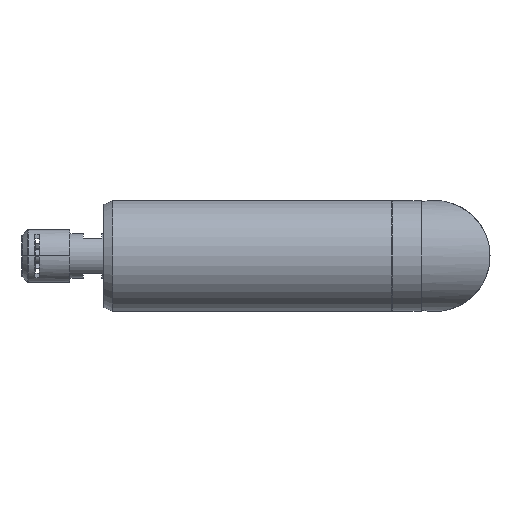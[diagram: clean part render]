
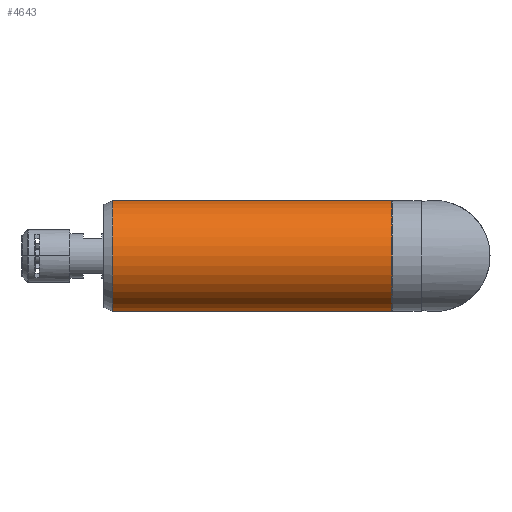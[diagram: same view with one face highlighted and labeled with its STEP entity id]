
A CAD part, left-side view. The second image highlights one B-rep face of the part: STEP entity #4643.
In plain terms, the highlighted cylindrical face has radius 12.5 mm (diameter 25 mm), a partial arc.
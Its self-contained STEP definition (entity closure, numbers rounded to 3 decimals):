
#4267 = VERTEX_POINT ( 'NONE', #7081 ) ;
#4294 = VERTEX_POINT ( 'NONE', #7250 ) ;
#4302 = EDGE_CURVE ( 'NONE', #4267, #4309, #7259, .T. ) ;
#4308 = VERTEX_POINT ( 'NONE', #7245 ) ;
#4309 = VERTEX_POINT ( 'NONE', #7241 ) ;
#4562 = EDGE_CURVE ( 'NONE', #4309, #4308, #7762, .T. ) ;
#4567 = ORIENTED_EDGE ( 'NONE', *, *, #4302, .F. ) ;
#4583 = EDGE_LOOP ( 'NONE', ( #4567, #4651, #4634, #4629 ) ) ;
#4629 = ORIENTED_EDGE ( 'NONE', *, *, #4562, .F. ) ;
#4634 = ORIENTED_EDGE ( 'NONE', *, *, #4745, .T. ) ;
#4635 = EDGE_CURVE ( 'NONE', #4267, #4294, #7317, .T. ) ;
#4643 = ADVANCED_FACE ( 'NONE', ( #8065 ), #8044, .T. ) ;
#4651 = ORIENTED_EDGE ( 'NONE', *, *, #4635, .T. ) ;
#4745 = EDGE_CURVE ( 'NONE', #4294, #4308, #8041, .T. ) ;
#7081 = CARTESIAN_POINT ( 'NONE',  ( 0., 12.1, -12.5 ) ) ;
#7241 = CARTESIAN_POINT ( 'NONE',  ( 0., 75., -12.5 ) ) ;
#7245 = CARTESIAN_POINT ( 'NONE',  ( 0., 75., 12.5 ) ) ;
#7250 = CARTESIAN_POINT ( 'NONE',  ( 0., 12.1, 12.5 ) ) ;
#7255 = DIRECTION ( 'NONE',  ( 0., 1., 0. ) ) ;
#7257 = VECTOR ( 'NONE', #7255, 1000. ) ;
#7258 = CARTESIAN_POINT ( 'NONE',  ( 0., 105.901, -12.5 ) ) ;
#7259 = LINE ( 'NONE', #7258, #7257 ) ;
#7296 = DIRECTION ( 'NONE',  ( 0., 0., 1. ) ) ;
#7297 = DIRECTION ( 'NONE',  ( 0., 1., 0. ) ) ;
#7298 = CARTESIAN_POINT ( 'NONE',  ( 0., 12.1, 0. ) ) ;
#7309 = AXIS2_PLACEMENT_3D ( 'NONE', #7298, #7297, #7296 ) ;
#7317 = CIRCLE ( 'NONE', #7309, 12.5 ) ;
#7641 = DIRECTION ( 'NONE',  ( 0., 0., 1. ) ) ;
#7647 = AXIS2_PLACEMENT_3D ( 'NONE', #7662, #7670, #7641 ) ;
#7662 = CARTESIAN_POINT ( 'NONE',  ( 0., 75., 0. ) ) ;
#7670 = DIRECTION ( 'NONE',  ( 0., 1., 0. ) ) ;
#7762 = CIRCLE ( 'NONE', #7647, 12.5 ) ;
#7887 = DIRECTION ( 'NONE',  ( 0., 0., 1. ) ) ;
#7916 = DIRECTION ( 'NONE',  ( 0., 1., 0. ) ) ;
#7937 = CARTESIAN_POINT ( 'NONE',  ( 0., 105.901, 0. ) ) ;
#7961 = DIRECTION ( 'NONE',  ( 0., 1., 0. ) ) ;
#7962 = VECTOR ( 'NONE', #7961, 1000. ) ;
#8040 = CARTESIAN_POINT ( 'NONE',  ( 0., 105.901, 12.5 ) ) ;
#8041 = LINE ( 'NONE', #8040, #7962 ) ;
#8044 = CYLINDRICAL_SURFACE ( 'NONE', #8066, 12.5 ) ;
#8065 = FACE_OUTER_BOUND ( 'NONE', #4583, .T. ) ;
#8066 = AXIS2_PLACEMENT_3D ( 'NONE', #7937, #7916, #7887 ) ;
